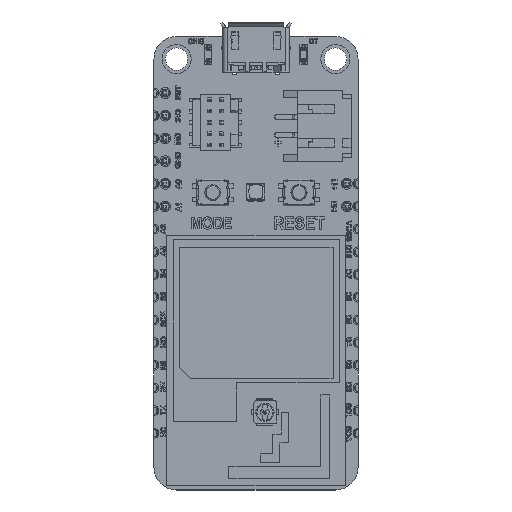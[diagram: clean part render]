
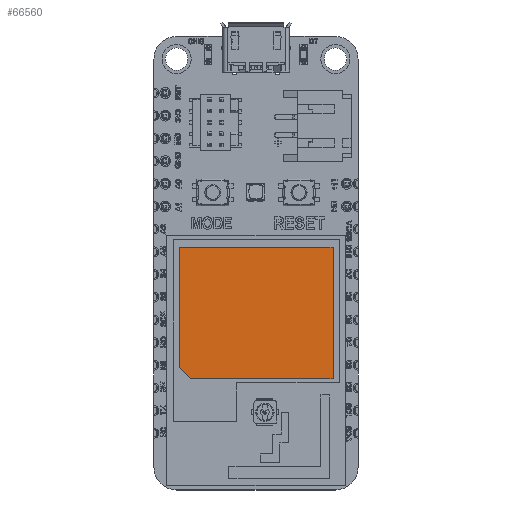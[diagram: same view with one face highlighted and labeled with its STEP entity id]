
A CAD part, top view. The second image highlights one B-rep face of the part: STEP entity #66560.
In plain terms, the highlighted planar face has unit normal (0, 0, 1).
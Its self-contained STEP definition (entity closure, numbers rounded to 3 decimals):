
#7736=FACE_OUTER_BOUND('',#11541,.T.);
#11541=EDGE_LOOP('',(#59579,#59580,#59581,#59582,#59583));
#18938=LINE('',#129707,#25908);
#18941=LINE('',#129713,#25911);
#18944=LINE('',#129719,#25914);
#18947=LINE('',#129725,#25917);
#18950=LINE('',#129729,#25920);
#25908=VECTOR('',#84031,10.);
#25911=VECTOR('',#84036,10.);
#25914=VECTOR('',#84041,10.);
#25917=VECTOR('',#84046,10.);
#25920=VECTOR('',#84051,10.);
#32103=VERTEX_POINT('',#129704);
#32104=VERTEX_POINT('',#129706);
#32106=VERTEX_POINT('',#129712);
#32108=VERTEX_POINT('',#129718);
#32110=VERTEX_POINT('',#129724);
#41315=EDGE_CURVE('',#32104,#32103,#18938,.T.);
#41318=EDGE_CURVE('',#32106,#32104,#18941,.T.);
#41321=EDGE_CURVE('',#32108,#32106,#18944,.T.);
#41324=EDGE_CURVE('',#32110,#32108,#18947,.T.);
#41327=EDGE_CURVE('',#32103,#32110,#18950,.T.);
#59579=ORIENTED_EDGE('',*,*,#41327,.T.);
#59580=ORIENTED_EDGE('',*,*,#41324,.T.);
#59581=ORIENTED_EDGE('',*,*,#41321,.T.);
#59582=ORIENTED_EDGE('',*,*,#41318,.T.);
#59583=ORIENTED_EDGE('',*,*,#41315,.T.);
#62972=PLANE('',#70564);
#66560=ADVANCED_FACE('',(#7736),#62972,.T.);
#70564=AXIS2_PLACEMENT_3D('',#129730,#84052,#84053);
#84031=DIRECTION('',(1.,0.,0.));
#84036=DIRECTION('',(0.707,-0.707,0.));
#84041=DIRECTION('',(0.,-1.,0.));
#84046=DIRECTION('',(-1.,0.,0.));
#84051=DIRECTION('',(0.,1.,0.));
#84052=DIRECTION('center_axis',(0.,0.,1.));
#84053=DIRECTION('ref_axis',(1.,0.,0.));
#129704=CARTESIAN_POINT('',(20.054,12.458,4.22));
#129706=CARTESIAN_POINT('',(4.082,12.458,4.22));
#129707=CARTESIAN_POINT('',(4.082,12.458,4.22));
#129712=CARTESIAN_POINT('',(2.844,13.696,4.22));
#129713=CARTESIAN_POINT('',(2.844,13.696,4.22));
#129718=CARTESIAN_POINT('',(2.844,27.192,4.22));
#129719=CARTESIAN_POINT('',(2.844,27.192,4.22));
#129724=CARTESIAN_POINT('',(20.054,27.192,4.22));
#129725=CARTESIAN_POINT('',(20.054,27.192,4.22));
#129729=CARTESIAN_POINT('',(20.054,12.458,4.22));
#129730=CARTESIAN_POINT('Origin',(11.449,19.825,4.22));
